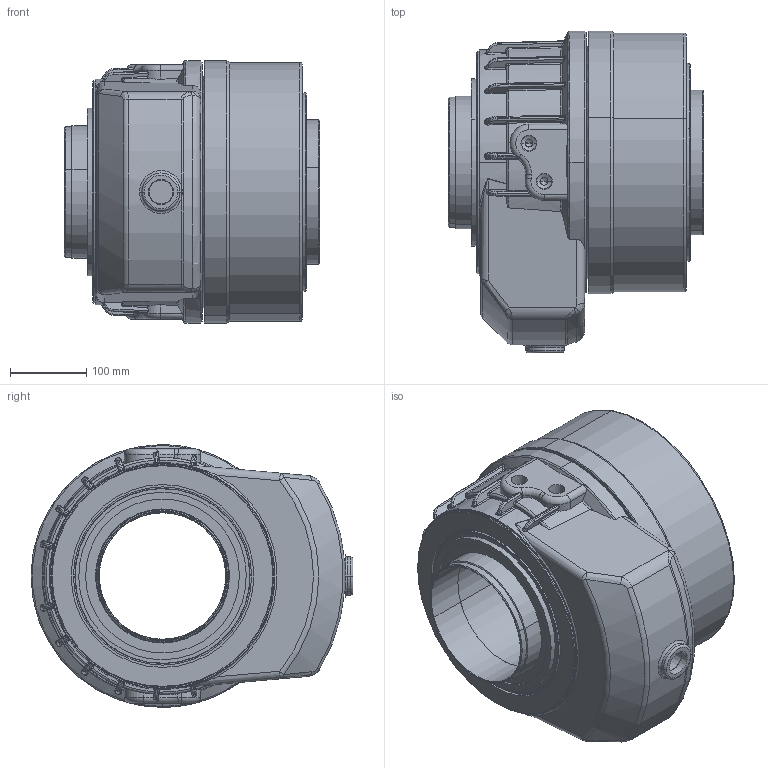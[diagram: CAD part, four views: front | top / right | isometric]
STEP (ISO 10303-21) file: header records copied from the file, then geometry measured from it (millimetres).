
FILE_DESCRIPTION (( 'STEP AP203' ), '1' );
FILE_NAME ('TK-2416 外觀參考.STEP', '2017-05-16T08:13:55', ( 'temp' ), ( '' ), 'SwSTEP 2.0', 'SolidWorks 2016', '' );
FILE_SCHEMA (( 'CONFIG_CONTROL_DESIGN' ));
Length unit declared in the file: metre
Products named in the file (7): TK-2416罩殼; M12x45; TK-2416 外觀參考; TK-2416閥軸; TK-2416活塞; TK-2416缸體1; TK-2416後柵環
Assembly tree (21 placements, depth 2):
  TK-2416 外觀參考
    TK-2416閥軸
    TK-2416活塞
    TK-2416缸體1
    TK-2416後柵環
    TK-2416罩殼
    M12x45  x16
Bounding box: 335 x 422.5 x 345 mm (x, y, z)
Volume: 16020034.9 mm3; surface area: 1779256.6 mm2
Topology: 22 solids, 22 shells, 1348 faces, 3127 edges, 1849 vertices
Faces by surface type: cylinder 432, plane 417, cone 243, bspline 172, torus 82, sphere 2
Entity records: 35877 total; most frequent: CARTESIAN_POINT 13460, DIRECTION 4496, ORIENTED_EDGE 4450, EDGE_CURVE 2225, AXIS2_PLACEMENT_3D 1930, VERTEX_POINT 1354, CIRCLE 1105, EDGE_LOOP 1105
